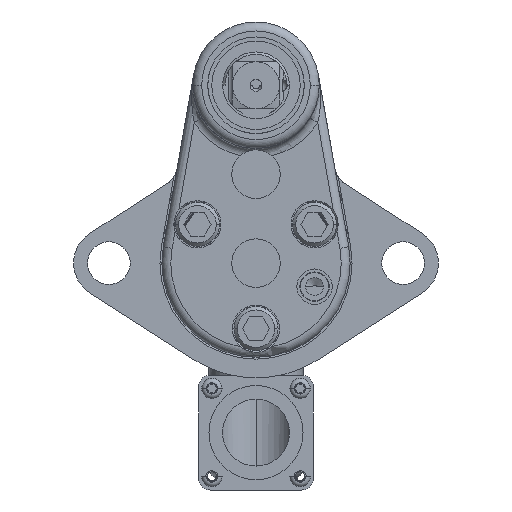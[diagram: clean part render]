
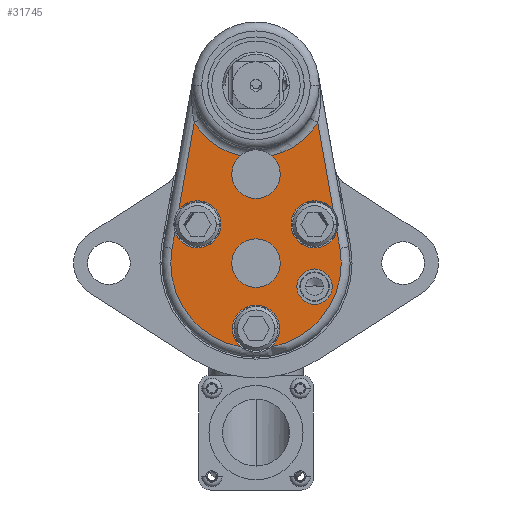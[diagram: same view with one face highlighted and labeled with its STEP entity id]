
A CAD part, left-side view. The second image highlights one B-rep face of the part: STEP entity #31745.
In plain terms, the highlighted planar face has unit normal (-1, 0, 0).
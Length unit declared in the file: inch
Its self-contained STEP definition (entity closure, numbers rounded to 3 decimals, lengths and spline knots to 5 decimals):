
#31203=CARTESIAN_POINT('',(-13.9072,0.005,0.));
#31204=DIRECTION('',(-1.,0.,0.));
#31205=DIRECTION('',(0.,-1.,0.));
#31206=AXIS2_PLACEMENT_3D('',#31203,#31204,#31205);
#31208=CARTESIAN_POINT('',(-13.9072,0.005,0.));
#31209=DIRECTION('',(-1.,0.,0.));
#31210=DIRECTION('',(0.,1.,0.));
#31211=AXIS2_PLACEMENT_3D('',#31208,#31209,#31210);
#31213=CARTESIAN_POINT('',(-13.9072,-0.617,-0.25));
#31214=DIRECTION('',(-1.,0.,0.));
#31215=DIRECTION('',(0.,-1.,0.));
#31216=AXIS2_PLACEMENT_3D('',#31213,#31214,#31215);
#31218=CARTESIAN_POINT('',(-13.9072,-0.617,-0.25));
#31219=DIRECTION('',(-1.,0.,0.));
#31220=DIRECTION('',(0.,1.,0.));
#31221=AXIS2_PLACEMENT_3D('',#31218,#31219,#31220);
#31223=CARTESIAN_POINT('',(-13.9072,-0.617,0.412));
#31224=DIRECTION('',(-1.,0.,0.));
#31225=DIRECTION('',(0.,-0.789,0.614));
#31226=AXIS2_PLACEMENT_3D('',#31223,#31224,#31225);
#31228=CARTESIAN_POINT('',(-13.9072,-0.617,0.412));
#31229=DIRECTION('',(-1.,0.,0.));
#31230=DIRECTION('',(0.,1.,0.));
#31231=AXIS2_PLACEMENT_3D('',#31228,#31229,#31230);
#31233=CARTESIAN_POINT('',(-13.9072,0.005,-0.697));
#31234=DIRECTION('',(-1.,0.,0.));
#31235=DIRECTION('',(0.,-0.63,-0.777));
#31236=AXIS2_PLACEMENT_3D('',#31233,#31234,#31235);
#31238=CARTESIAN_POINT('',(-13.9072,0.005,-0.697));
#31239=DIRECTION('',(-1.,0.,0.));
#31240=DIRECTION('',(0.,-1.,0.));
#31241=AXIS2_PLACEMENT_3D('',#31238,#31239,#31240);
#31243=CARTESIAN_POINT('',(-13.9072,0.005,-0.697));
#31244=DIRECTION('',(-1.,0.,0.));
#31245=DIRECTION('',(0.,1.,0.));
#31246=AXIS2_PLACEMENT_3D('',#31243,#31244,#31245);
#31248=CARTESIAN_POINT('',(-13.9072,0.627,0.412));
#31249=DIRECTION('',(-1.,0.,0.));
#31250=DIRECTION('',(0.,0.952,-0.308));
#31251=AXIS2_PLACEMENT_3D('',#31248,#31249,#31250);
#31253=CARTESIAN_POINT('',(-13.9072,0.627,0.412));
#31254=DIRECTION('',(-1.,0.,0.));
#31255=DIRECTION('',(0.,-1.,0.));
#31256=AXIS2_PLACEMENT_3D('',#31253,#31254,#31255);
#31258=CARTESIAN_POINT('',(-13.9072,0.005,0.9445));
#31259=DIRECTION('',(-1.,0.,0.));
#31260=DIRECTION('',(0.,0.649,0.761));
#31261=AXIS2_PLACEMENT_3D('',#31258,#31259,#31260);
#31263=CARTESIAN_POINT('',(-13.9072,0.005,0.9445));
#31264=DIRECTION('',(-1.,0.,0.));
#31265=DIRECTION('',(0.,1.,0.));
#31266=AXIS2_PLACEMENT_3D('',#31263,#31264,#31265);
#31268=CARTESIAN_POINT('',(-13.9072,0.005,0.9445));
#31269=DIRECTION('',(-1.,0.,0.));
#31270=DIRECTION('',(0.,-1.,0.));
#31271=AXIS2_PLACEMENT_3D('',#31268,#31269,#31270);
#31382=DIRECTION('',(0.,0.174,-0.985));
#31383=VECTOR('',#31382,0.1807);
#31384=CARTESIAN_POINT('',(-13.9072,0.86488,0.33509));
#31385=LINE('',#31384,#31383);
#31390=DIRECTION('',(0.,0.174,-0.985));
#31391=VECTOR('',#31390,0.94019);
#31392=CARTESIAN_POINT('',(-13.9072,0.66098,
1.49153));
#31393=LINE('',#31392,#31391);
#31406=CARTESIAN_POINT('',(-13.9072,0.005,0.));
#31407=DIRECTION('',(-1.,0.,0.));
#31408=DIRECTION('',(0.,-0.174,-0.985));
#31409=AXIS2_PLACEMENT_3D('',#31406,#31407,#31408);
#31421=CARTESIAN_POINT('',(-13.9072,0.005,0.));
#31422=DIRECTION('',(-1.,0.,0.));
#31423=DIRECTION('',(0.,0.985,0.174));
#31424=AXIS2_PLACEMENT_3D('',#31421,#31422,#31423);
#31434=DIRECTION('',(0.,0.174,0.985));
#31435=VECTOR('',#31434,0.94019);
#31436=CARTESIAN_POINT('',(-13.9072,-0.81423,0.56562));
#31437=LINE('',#31436,#31435);
#31447=DIRECTION('',(0.,0.174,0.985));
#31448=VECTOR('',#31447,0.1807);
#31449=CARTESIAN_POINT('',(-13.9072,-0.88625,0.15714));
#31450=LINE('',#31449,#31448);
#31478=CARTESIAN_POINT('',(-13.9072,-0.65098,
1.49153));
#31496=CARTESIAN_POINT('',(-13.9072,0.005,1.889));
#31497=DIRECTION('',(1.,0.,0.));
#31498=DIRECTION('',(0.,0.218,-0.976));
#31499=AXIS2_PLACEMENT_3D('',#31496,#31497,#31498);
#31511=CARTESIAN_POINT('',(-13.9072,0.005,1.889));
#31512=DIRECTION('',(1.,0.,0.));
#31513=DIRECTION('',(0.,-0.855,-0.518));
#31514=AXIS2_PLACEMENT_3D('',#31511,#31512,#31513);
#31536=CARTESIAN_POINT('',(-13.9072,0.66098,
1.49153));
#31621=CARTESIAN_POINT('',(-13.9072,0.89625,0.15714));
#31622=VERTEX_POINT('',#31621);
#31623=CARTESIAN_POINT('',(-13.9072,-0.88625,0.15714));
#31624=VERTEX_POINT('',#31623);
#31626=VERTEX_POINT('',#31478);
#31629=VERTEX_POINT('',#31536);
#31642=CARTESIAN_POINT('',(-13.9072,0.2625,0.));
#31643=CARTESIAN_POINT('',(-13.9072,-0.2525,0.));
#31644=VERTEX_POINT('',#31642);
#31645=VERTEX_POINT('',#31643);
#31646=CARTESIAN_POINT('',(-13.9072,0.2625,0.9445));
#31647=CARTESIAN_POINT('',(-13.9072,0.17209,1.14042));
#31648=VERTEX_POINT('',#31646);
#31649=VERTEX_POINT('',#31647);
#31650=CARTESIAN_POINT('',(-13.9072,-0.16209,1.14042));
#31651=CARTESIAN_POINT('',(-13.9072,-0.2525,0.9445));
#31652=VERTEX_POINT('',#31650);
#31653=VERTEX_POINT('',#31651);
#31662=CARTESIAN_POINT('',(-13.9072,-0.8045,-0.25));
#31663=CARTESIAN_POINT('',(-13.9072,-0.4295,-0.25));
#31664=VERTEX_POINT('',#31662);
#31665=VERTEX_POINT('',#31663);
#31666=CARTESIAN_POINT('',(-13.9072,-0.245,-0.697));
#31667=CARTESIAN_POINT('',(-13.9072,0.255,-0.697));
#31668=VERTEX_POINT('',#31666);
#31669=VERTEX_POINT('',#31667);
#31670=CARTESIAN_POINT('',(-13.9072,0.16244,-0.8912));
#31671=VERTEX_POINT('',#31670);
#31672=CARTESIAN_POINT('',(-13.9072,-0.15244,-0.8912));
#31673=VERTEX_POINT('',#31672);
#31674=CARTESIAN_POINT('',(-13.9072,0.377,0.412));
#31675=CARTESIAN_POINT('',(-13.9072,0.82423,0.56562));
#31676=VERTEX_POINT('',#31674);
#31677=VERTEX_POINT('',#31675);
#31678=CARTESIAN_POINT('',(-13.9072,0.86488,0.33509));
#31679=VERTEX_POINT('',#31678);
#31681=CARTESIAN_POINT('',(-13.9072,-0.367,0.412));
#31682=CARTESIAN_POINT('',(-13.9072,-0.81423,0.56562));
#31683=VERTEX_POINT('',#31681);
#31684=VERTEX_POINT('',#31682);
#31685=CARTESIAN_POINT('',(-13.9072,-0.85488,0.33509));
#31686=VERTEX_POINT('',#31685);
#31690=CARTESIAN_POINT('',(-13.9072,0.005,0.));
#31691=DIRECTION('',(-1.,0.,0.));
#31692=DIRECTION('',(0.,1.,0.));
#31693=AXIS2_PLACEMENT_3D('',#31690,#31691,#31692);
#31694=PLANE('',#31693);
#31696=ORIENTED_EDGE('',*,*,#31695,.T.);
#31698=ORIENTED_EDGE('',*,*,#31697,.T.);
#31700=ORIENTED_EDGE('',*,*,#31699,.F.);
#31702=ORIENTED_EDGE('',*,*,#31701,.F.);
#31704=ORIENTED_EDGE('',*,*,#31703,.T.);
#31706=ORIENTED_EDGE('',*,*,#31705,.T.);
#31708=ORIENTED_EDGE('',*,*,#31707,.T.);
#31710=ORIENTED_EDGE('',*,*,#31709,.F.);
#31712=ORIENTED_EDGE('',*,*,#31711,.F.);
#31714=ORIENTED_EDGE('',*,*,#31713,.T.);
#31716=ORIENTED_EDGE('',*,*,#31715,.T.);
#31718=ORIENTED_EDGE('',*,*,#31717,.F.);
#31720=ORIENTED_EDGE('',*,*,#31719,.F.);
#31722=ORIENTED_EDGE('',*,*,#31721,.T.);
#31724=ORIENTED_EDGE('',*,*,#31723,.T.);
#31726=ORIENTED_EDGE('',*,*,#31725,.T.);
#31728=ORIENTED_EDGE('',*,*,#31727,.F.);
#31730=ORIENTED_EDGE('',*,*,#31729,.F.);
#31731=EDGE_LOOP('',(#31696,#31698,#31700,#31702,#31704,#31706,#31708,#31710,
#31712,#31714,#31716,#31718,#31720,#31722,#31724,#31726,#31728,#31730));
#31732=FACE_OUTER_BOUND('',#31731,.F.);
#31734=ORIENTED_EDGE('',*,*,#31733,.T.);
#31736=ORIENTED_EDGE('',*,*,#31735,.T.);
#31737=EDGE_LOOP('',(#31734,#31736));
#31738=FACE_BOUND('',#31737,.F.);
#31740=ORIENTED_EDGE('',*,*,#31739,.T.);
#31742=ORIENTED_EDGE('',*,*,#31741,.T.);
#31743=EDGE_LOOP('',(#31740,#31742));
#31744=FACE_BOUND('',#31743,.F.);
#31745=ADVANCED_FACE('',(#31732,#31738,#31744),#31694,.T.);
#31207=CIRCLE('',#31206,0.2575);
#31212=CIRCLE('',#31211,0.2575);
#31217=CIRCLE('',#31216,0.1875);
#31222=CIRCLE('',#31221,0.1875);
#31227=CIRCLE('',#31226,0.25);
#31232=CIRCLE('',#31231,0.25);
#31237=CIRCLE('',#31236,0.25);
#31242=CIRCLE('',#31241,0.25);
#31247=CIRCLE('',#31246,0.25);
#31252=CIRCLE('',#31251,0.25);
#31257=CIRCLE('',#31256,0.25);
#31262=CIRCLE('',#31261,0.2575);
#31267=CIRCLE('',#31266,0.2575);
#31272=CIRCLE('',#31271,0.2575);
#31410=CIRCLE('',#31409,0.905);
#31425=CIRCLE('',#31424,0.905);
#31500=CIRCLE('',#31499,0.767);
#31515=CIRCLE('',#31514,0.767);
#31695=EDGE_CURVE('',#31684,#31683,#31227,.T.);
#31697=EDGE_CURVE('',#31683,#31686,#31232,.T.);
#31699=EDGE_CURVE('',#31624,#31686,#31450,.T.);
#31701=EDGE_CURVE('',#31673,#31624,#31410,.T.);
#31703=EDGE_CURVE('',#31673,#31668,#31237,.T.);
#31705=EDGE_CURVE('',#31668,#31669,#31242,.T.);
#31707=EDGE_CURVE('',#31669,#31671,#31247,.T.);
#31709=EDGE_CURVE('',#31622,#31671,#31425,.T.);
#31711=EDGE_CURVE('',#31679,#31622,#31385,.T.);
#31713=EDGE_CURVE('',#31679,#31676,#31252,.T.);
#31715=EDGE_CURVE('',#31676,#31677,#31257,.T.);
#31717=EDGE_CURVE('',#31629,#31677,#31393,.T.);
#31719=EDGE_CURVE('',#31649,#31629,#31500,.T.);
#31721=EDGE_CURVE('',#31649,#31648,#31262,.T.);
#31723=EDGE_CURVE('',#31648,#31653,#31267,.T.);
#31725=EDGE_CURVE('',#31653,#31652,#31272,.T.);
#31727=EDGE_CURVE('',#31626,#31652,#31515,.T.);
#31729=EDGE_CURVE('',#31684,#31626,#31437,.T.);
#31733=EDGE_CURVE('',#31645,#31644,#31207,.T.);
#31735=EDGE_CURVE('',#31644,#31645,#31212,.T.);
#31739=EDGE_CURVE('',#31664,#31665,#31217,.T.);
#31741=EDGE_CURVE('',#31665,#31664,#31222,.T.);
